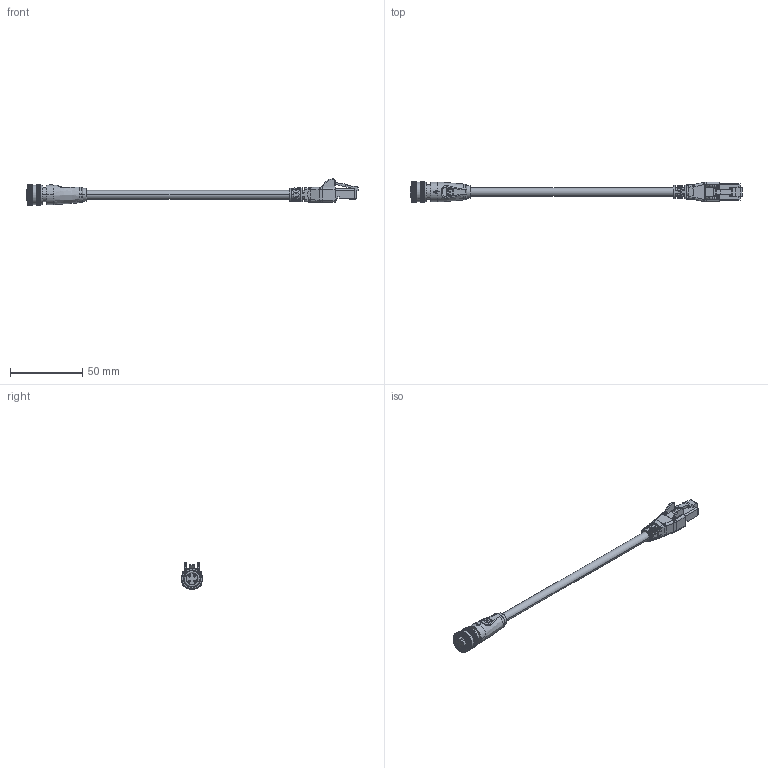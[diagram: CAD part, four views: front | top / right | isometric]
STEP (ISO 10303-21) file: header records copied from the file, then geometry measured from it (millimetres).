
FILE_DESCRIPTION (( 'STEP AP203' ), '1' );
FILE_NAME ('10-06498.step', '2025-11-12T01:47:43', ( '' ), ( '' ), 'SwSTEP 2.0', 'SolidWorks 2025', '' );
FILE_SCHEMA (( 'CONFIG_CONTROL_DESIGN' ));
Length unit declared in the file: millimetre
Products named in the file (11): 50-01028-01_默认; 10-06498; 24-00349_Mexico; 30-03677_blunt cut; 50-01028-04_默认; 50-01028-02_默认; 50-01028-05_默认; 50-01028-03_默认; 50-01028_默认; 50-00995; 24-00362
Assembly tree (13 placements, depth 3):
  10-06498
    30-03677_blunt cut
    50-01028_默认
      50-01028-01_默认
      50-01028-02_默认
      50-01028-03_默认  x4
      50-01028-04_默认
      50-01028-05_默认
    24-00349_Mexico
    24-00362
    50-00995
Bounding box: 229.11 x 14.5 x 18.37 mm (x, y, z)
Volume: 14248.3 mm3; surface area: 29704.3 mm2
Topology: 55 solids, 55 shells, 3967 faces, 11120 edges, 7292 vertices
Faces by surface type: bspline 1848, cylinder 928, plane 546, cone 530, torus 115
Entity records: 516369 total; most frequent: CARTESIAN_POINT 442047, ORIENTED_EDGE 20916, EDGE_CURVE 10458, DIRECTION 7876, VERTEX_POINT 6884, B_SPLINE_CURVE_WITH_KNOTS 6057, EDGE_LOOP 3832, FACE_OUTER_BOUND 3712
